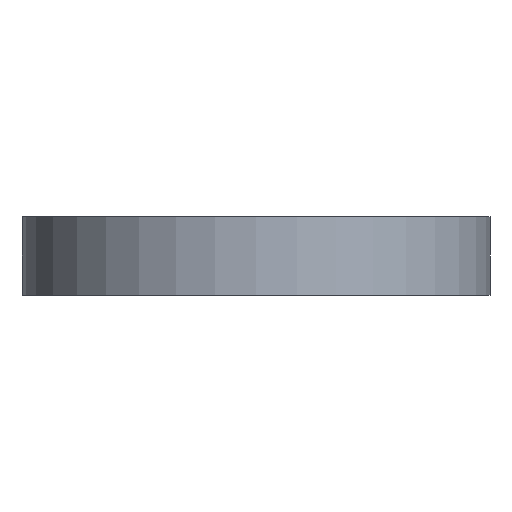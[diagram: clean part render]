
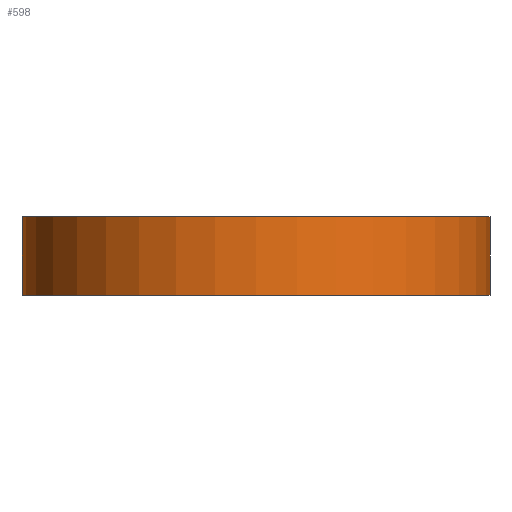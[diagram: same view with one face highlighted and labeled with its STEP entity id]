
A CAD part, front view. The second image highlights one B-rep face of the part: STEP entity #598.
In plain terms, the highlighted cylindrical face has radius 38 mm (diameter 76 mm), a partial arc.
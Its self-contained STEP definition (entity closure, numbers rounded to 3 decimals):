
#65 = DIRECTION ( 'NONE',  ( 0., 0., 1. ) ) ;
#85 = ORIENTED_EDGE ( 'NONE', *, *, #1656, .F. ) ;
#210 = CARTESIAN_POINT ( 'NONE',  ( 38., 0., 12.7 ) ) ;
#375 = CYLINDRICAL_SURFACE ( 'NONE', #2434, 38. ) ;
#410 = AXIS2_PLACEMENT_3D ( 'NONE', #2487, #825, #2256 ) ;
#598 = ADVANCED_FACE ( 'NONE', ( #2893 ), #375, .T. ) ;
#664 = DIRECTION ( 'NONE',  ( 0., 0., 1. ) ) ;
#712 = VERTEX_POINT ( 'NONE', #210 ) ;
#762 = VECTOR ( 'NONE', #3170, 1000. ) ;
#778 = EDGE_CURVE ( 'NONE', #2586, #712, #968, .T. ) ;
#800 = EDGE_CURVE ( 'NONE', #1730, #2586, #1802, .T. ) ;
#825 = DIRECTION ( 'NONE',  ( 0., 0., 1. ) ) ;
#968 = LINE ( 'NONE', #2668, #762 ) ;
#1102 = VECTOR ( 'NONE', #1845, 1000. ) ;
#1353 = EDGE_CURVE ( 'NONE', #1730, #1702, #3244, .T. ) ;
#1507 = CARTESIAN_POINT ( 'NONE',  ( 0., 0., 0. ) ) ;
#1655 = CARTESIAN_POINT ( 'NONE',  ( -38., 0., 0. ) ) ;
#1656 = EDGE_CURVE ( 'NONE', #1702, #712, #3459, .T. ) ;
#1702 = VERTEX_POINT ( 'NONE', #3066 ) ;
#1730 = VERTEX_POINT ( 'NONE', #1655 ) ;
#1802 = CIRCLE ( 'NONE', #2107, 38. ) ;
#1845 = DIRECTION ( 'NONE',  ( 0., 0., 1. ) ) ;
#2107 = AXIS2_PLACEMENT_3D ( 'NONE', #3522, #664, #3502 ) ;
#2119 = CARTESIAN_POINT ( 'NONE',  ( -38., 0., 0. ) ) ;
#2256 = DIRECTION ( 'NONE',  ( 1., 0., 0. ) ) ;
#2434 = AXIS2_PLACEMENT_3D ( 'NONE', #1507, #65, #3206 ) ;
#2440 = EDGE_LOOP ( 'NONE', ( #3532, #3479, #3531, #85 ) ) ;
#2487 = CARTESIAN_POINT ( 'NONE',  ( 0., 0., 12.7 ) ) ;
#2586 = VERTEX_POINT ( 'NONE', #3436 ) ;
#2668 = CARTESIAN_POINT ( 'NONE',  ( 38., 0., 0. ) ) ;
#2893 = FACE_OUTER_BOUND ( 'NONE', #2440, .T. ) ;
#3066 = CARTESIAN_POINT ( 'NONE',  ( -38., 0., 12.7 ) ) ;
#3170 = DIRECTION ( 'NONE',  ( 0., 0., 1. ) ) ;
#3206 = DIRECTION ( 'NONE',  ( 1., 0., 0. ) ) ;
#3244 = LINE ( 'NONE', #2119, #1102 ) ;
#3436 = CARTESIAN_POINT ( 'NONE',  ( 38., 0., 0. ) ) ;
#3459 = CIRCLE ( 'NONE', #410, 38. ) ;
#3479 = ORIENTED_EDGE ( 'NONE', *, *, #800, .T. ) ;
#3502 = DIRECTION ( 'NONE',  ( 1., 0., 0. ) ) ;
#3522 = CARTESIAN_POINT ( 'NONE',  ( 0., 0., 0. ) ) ;
#3531 = ORIENTED_EDGE ( 'NONE', *, *, #778, .T. ) ;
#3532 = ORIENTED_EDGE ( 'NONE', *, *, #1353, .F. ) ;
